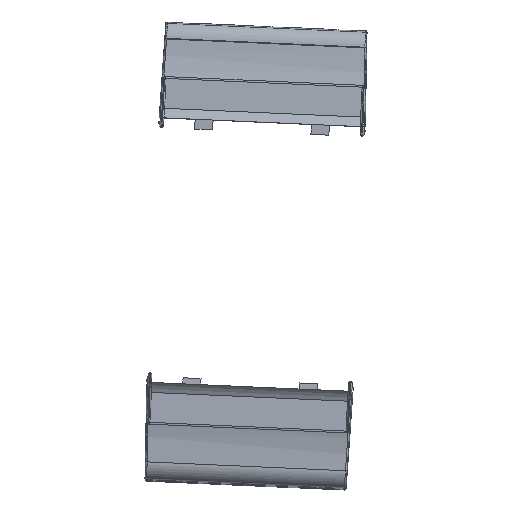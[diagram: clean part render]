
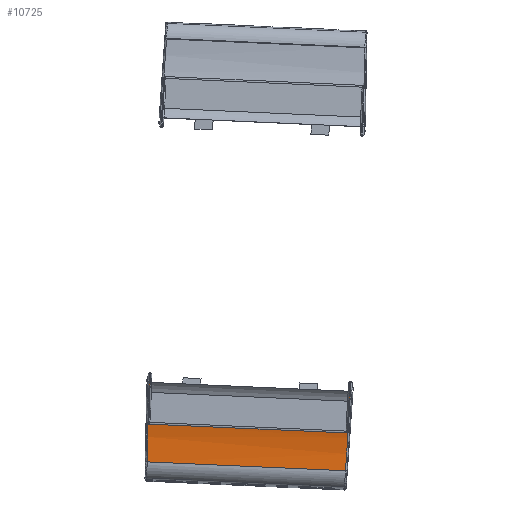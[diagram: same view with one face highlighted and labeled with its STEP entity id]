
A CAD part, top view. The second image highlights one B-rep face of the part: STEP entity #10725.
In plain terms, the highlighted cylindrical face has radius 120 mm (diameter 240 mm), a partial arc.
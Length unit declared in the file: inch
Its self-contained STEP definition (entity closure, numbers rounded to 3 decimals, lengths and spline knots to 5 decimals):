
#139 = CARTESIAN_POINT ( 'NONE',  ( -3.27138, 4.59687, 9.79651 ) ) ;
#319 = CARTESIAN_POINT ( 'NONE',  ( -3.27879, 4.8594, 9.10029 ) ) ;
#355 = VERTEX_POINT ( 'NONE', #13654 ) ;
#482 = EDGE_CURVE ( 'NONE', #18015, #22045, #23653, .T. ) ;
#865 = VERTEX_POINT ( 'NONE', #9843 ) ;
#1876 = CARTESIAN_POINT ( 'NONE',  ( 3.37468, 5.09945, 8.66595 ) ) ;
#1903 = CARTESIAN_POINT ( 'NONE',  ( 3.26902, 4.4712, 10.3609 ) ) ;
#2036 = EDGE_CURVE ( 'NONE', #13434, #18015, #10349, .T. ) ;
#2261 =( BOUNDED_CURVE ( )  B_SPLINE_CURVE ( 3, ( #11325, #17457, #19921, #8881, #8969, #26389 ),
 .UNSPECIFIED., .F., .T. ) 
 B_SPLINE_CURVE_WITH_KNOTS ( ( 4, 2, 4 ),
 ( 0., 0.5, 1. ),
 .UNSPECIFIED. ) 
 CURVE ( )  GEOMETRIC_REPRESENTATION_ITEM ( )  RATIONAL_B_SPLINE_CURVE ( ( 1., 1., 1., 1., 1., 1. ) ) 
 REPRESENTATION_ITEM ( '' )  );
#2560 = EDGE_CURVE ( 'NONE', #4317, #355, #7926, .T. ) ;
#3158 = VERTEX_POINT ( 'NONE', #15172 ) ;
#3598 = EDGE_CURVE ( 'NONE', #355, #22351, #26193, .T. ) ;
#3928 = B_SPLINE_CURVE_WITH_KNOTS ( 'NONE', 3,
 ( #9451, #24708, #18234, #26872, #20407, #26965, #11704, #22489, #5323, #20488 ),
 .UNSPECIFIED., .F., .F.,
 ( 4, 2, 2, 2, 4 ),
 ( 0., 0.2515, 0.50301, 0.75451, 1. ),
 .UNSPECIFIED. ) ;
#4093 = ORIENTED_EDGE ( 'NONE', *, *, #2036, .F. ) ;
#4196 = ORIENTED_EDGE ( 'NONE', *, *, #9785, .F. ) ;
#4317 = VERTEX_POINT ( 'NONE', #8168 ) ;
#5323 = CARTESIAN_POINT ( 'NONE',  ( -3.31609, 4.98357, 8.85738 ) ) ;
#5914 = EDGE_CURVE ( 'NONE', #865, #13434, #24373, .T. ) ;
#6319 = VECTOR ( 'NONE', #25844, 39.37008 ) ;
#7361 = EDGE_LOOP ( 'NONE', ( #4093, #27899, #13431, #20184, #26152, #4196, #26124, #23562 ) ) ;
#7926 =( BOUNDED_CURVE ( )  B_SPLINE_CURVE ( 3, ( #21407, #25488, #8451, #12402, #14753, #21021, #1903, #16931, #8076, #23179 ),
 .UNSPECIFIED., .F., .T. ) 
 B_SPLINE_CURVE_WITH_KNOTS ( ( 4, 2, 2, 2, 4 ),
 ( 0., 0.24549, 0.49699, 0.7485, 1. ),
 .UNSPECIFIED. ) 
 CURVE ( )  GEOMETRIC_REPRESENTATION_ITEM ( )  RATIONAL_B_SPLINE_CURVE ( ( 1., 1., 1., 1., 1., 1., 1., 1., 1., 1. ) ) 
 REPRESENTATION_ITEM ( '' )  );
#8076 = CARTESIAN_POINT ( 'NONE',  ( 3.25302, 4.41158, 11.04627 ) ) ;
#8168 = CARTESIAN_POINT ( 'NONE',  ( 3.29557, 5.09945, 8.66595 ) ) ;
#8215 = EDGE_CURVE ( 'NONE', #22351, #865, #3928, .T. ) ;
#8451 = CARTESIAN_POINT ( 'NONE',  ( 3.29142, 4.88132, 9.05706 ) ) ;
#8881 = CARTESIAN_POINT ( 'NONE',  ( 3.25649, 4.8594, 9.10029 ) ) ;
#8969 = CARTESIAN_POINT ( 'NONE',  ( 3.25959, 4.97105, 8.87806 ) ) ;
#9401 = CARTESIAN_POINT ( 'NONE',  ( 3.37468, 4.54048, 10.03796 ) ) ;
#9451 = CARTESIAN_POINT ( 'NONE',  ( -3.26922, 4.41949, 11.27539 ) ) ;
#9785 = EDGE_CURVE ( 'NONE', #3158, #4317, #24193, .T. ) ;
#9843 = CARTESIAN_POINT ( 'NONE',  ( -3.31787, 5.09945, 8.66595 ) ) ;
#10349 =( BOUNDED_CURVE ( )  B_SPLINE_CURVE ( 3, ( #19419, #19323, #319, #10905, #139, #17328 ),
 .UNSPECIFIED., .F., .F. ) 
 B_SPLINE_CURVE_WITH_KNOTS ( ( 4, 2, 4 ),
 ( 0., 0.5, 1. ),
 .UNSPECIFIED. ) 
 CURVE ( )  GEOMETRIC_REPRESENTATION_ITEM ( )  RATIONAL_B_SPLINE_CURVE ( ( 1., 1., 1., 1., 1., 1. ) ) 
 REPRESENTATION_ITEM ( '' )  );
#10725 = ADVANCED_FACE ( 'NONE', ( #27189 ), #14716, .F. ) ;
#10905 = CARTESIAN_POINT ( 'NONE',  ( -3.27353, 4.6723, 9.55952 ) ) ;
#11325 = CARTESIAN_POINT ( 'NONE',  ( 3.24742, 4.54048, 10.03796 ) ) ;
#11704 = CARTESIAN_POINT ( 'NONE',  ( -3.30781, 4.70397, 9.47393 ) ) ;
#12286 = DIRECTION ( 'NONE',  ( 1., 0., 0. ) ) ;
#12402 = CARTESIAN_POINT ( 'NONE',  ( 3.28551, 4.70397, 9.47393 ) ) ;
#12635 = AXIS2_PLACEMENT_3D ( 'NONE', #17527, #21886, #24030 ) ;
#12725 = VECTOR ( 'NONE', #12286, 39.37008 ) ;
#13431 = ORIENTED_EDGE ( 'NONE', *, *, #8215, .F. ) ;
#13434 = VERTEX_POINT ( 'NONE', #19762 ) ;
#13654 = CARTESIAN_POINT ( 'NONE',  ( 3.24692, 4.41949, 11.27539 ) ) ;
#14716 = CYLINDRICAL_SURFACE ( 'NONE', #12635, 4.72441 ) ;
#14753 = CARTESIAN_POINT ( 'NONE',  ( 3.28194, 4.62961, 9.69143 ) ) ;
#15172 = CARTESIAN_POINT ( 'NONE',  ( 3.26312, 5.09945, 8.66595 ) ) ;
#15246 = DIRECTION ( 'NONE',  ( 1., 0., 0. ) ) ;
#16454 = DIRECTION ( 'NONE',  ( 1., 0., 0. ) ) ;
#16931 = CARTESIAN_POINT ( 'NONE',  ( 3.25869, 4.42038, 10.81658 ) ) ;
#17328 = CARTESIAN_POINT ( 'NONE',  ( -3.26972, 4.54048, 10.03796 ) ) ;
#17457 = CARTESIAN_POINT ( 'NONE',  ( 3.24908, 4.59687, 9.79651 ) ) ;
#17527 = CARTESIAN_POINT ( 'NONE',  ( 3.37468, 9.14109, 11.11241 ) ) ;
#18015 = VERTEX_POINT ( 'NONE', #21671 ) ;
#18234 = CARTESIAN_POINT ( 'NONE',  ( -3.28099, 4.42038, 10.81658 ) ) ;
#18895 = CARTESIAN_POINT ( 'NONE',  ( -3.26922, 4.41949, 11.27539 ) ) ;
#19323 = CARTESIAN_POINT ( 'NONE',  ( -3.28189, 4.97105, 8.87806 ) ) ;
#19419 = CARTESIAN_POINT ( 'NONE',  ( -3.28542, 5.09945, 8.66595 ) ) ;
#19762 = CARTESIAN_POINT ( 'NONE',  ( -3.28542, 5.09945, 8.66595 ) ) ;
#19792 = CARTESIAN_POINT ( 'NONE',  ( 3.37468, 5.09945, 8.66595 ) ) ;
#19921 = CARTESIAN_POINT ( 'NONE',  ( 3.25123, 4.6723, 9.55952 ) ) ;
#20184 = ORIENTED_EDGE ( 'NONE', *, *, #3598, .F. ) ;
#20407 = CARTESIAN_POINT ( 'NONE',  ( -3.29599, 4.51322, 10.13492 ) ) ;
#20488 = CARTESIAN_POINT ( 'NONE',  ( -3.31787, 5.09945, 8.66595 ) ) ;
#20614 = VECTOR ( 'NONE', #16454, 39.37008 ) ;
#20920 = EDGE_CURVE ( 'NONE', #22045, #3158, #2261, .T. ) ;
#21021 = CARTESIAN_POINT ( 'NONE',  ( 3.27369, 4.51322, 10.13492 ) ) ;
#21407 = CARTESIAN_POINT ( 'NONE',  ( 3.29557, 5.09945, 8.66595 ) ) ;
#21671 = CARTESIAN_POINT ( 'NONE',  ( -3.26972, 4.54048, 10.03796 ) ) ;
#21737 = CARTESIAN_POINT ( 'NONE',  ( 3.37468, 4.41949, 11.27539 ) ) ;
#21886 = DIRECTION ( 'NONE',  ( -1., 0., 0. ) ) ;
#22045 = VERTEX_POINT ( 'NONE', #23987 ) ;
#22351 = VERTEX_POINT ( 'NONE', #18895 ) ;
#22489 = CARTESIAN_POINT ( 'NONE',  ( -3.31372, 4.88132, 9.05706 ) ) ;
#23179 = CARTESIAN_POINT ( 'NONE',  ( 3.24692, 4.41949, 11.27539 ) ) ;
#23562 = ORIENTED_EDGE ( 'NONE', *, *, #482, .F. ) ;
#23653 = LINE ( 'NONE', #9401, #20614 ) ;
#23987 = CARTESIAN_POINT ( 'NONE',  ( 3.24742, 4.54048, 10.03796 ) ) ;
#24030 = DIRECTION ( 'NONE',  ( 0., 0., 1. ) ) ;
#24193 = LINE ( 'NONE', #1876, #12725 ) ;
#24373 = LINE ( 'NONE', #19792, #25032 ) ;
#24708 = CARTESIAN_POINT ( 'NONE',  ( -3.27532, 4.41158, 11.04627 ) ) ;
#25032 = VECTOR ( 'NONE', #15246, 39.37008 ) ;
#25488 = CARTESIAN_POINT ( 'NONE',  ( 3.29378, 4.98357, 8.85738 ) ) ;
#25844 = DIRECTION ( 'NONE',  ( -1., 0., 0. ) ) ;
#26124 = ORIENTED_EDGE ( 'NONE', *, *, #20920, .F. ) ;
#26152 = ORIENTED_EDGE ( 'NONE', *, *, #2560, .F. ) ;
#26193 = LINE ( 'NONE', #21737, #6319 ) ;
#26389 = CARTESIAN_POINT ( 'NONE',  ( 3.26312, 5.09945, 8.66595 ) ) ;
#26872 = CARTESIAN_POINT ( 'NONE',  ( -3.29132, 4.4712, 10.3609 ) ) ;
#26965 = CARTESIAN_POINT ( 'NONE',  ( -3.30424, 4.62961, 9.69143 ) ) ;
#27189 = FACE_OUTER_BOUND ( 'NONE', #7361, .T. ) ;
#27899 = ORIENTED_EDGE ( 'NONE', *, *, #5914, .F. ) ;
